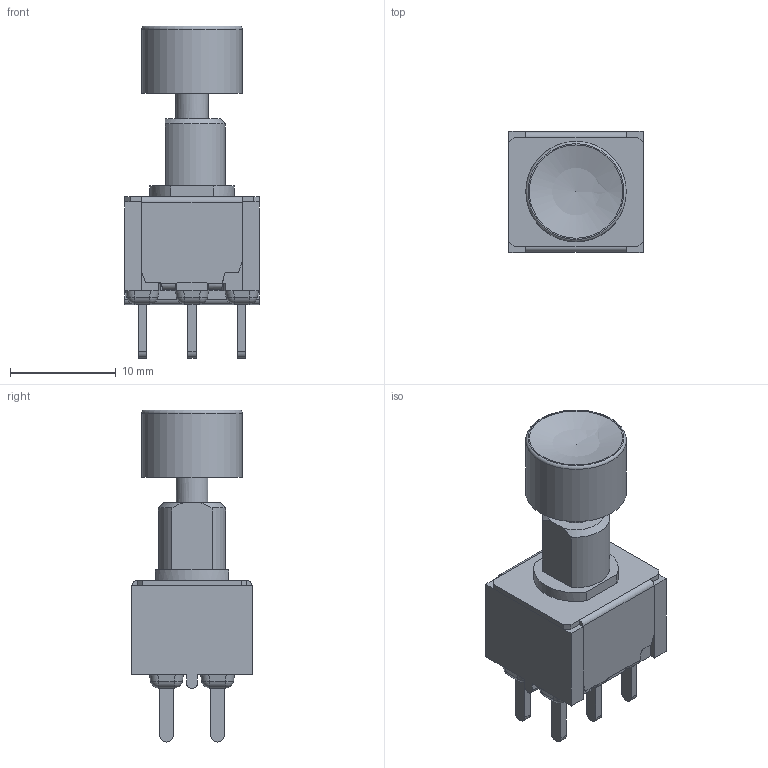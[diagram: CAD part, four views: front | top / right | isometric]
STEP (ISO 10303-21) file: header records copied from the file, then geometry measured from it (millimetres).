
FILE_DESCRIPTION(/* description */ (''),/* implementation_level */ '2;1');
FILE_NAME(/* name */ '700DP7B21M2xEC2xxx.stp',/* time_stamp */ '2024-08-30T15:18:48-05:00',/* author */ ('jsteinblock'),/* organization */ (''),/* preprocessor_version */ 'ST-DEVELOPER v18.1',/* originating_system */ 'Autodesk Inventor 2022',/* authorisation */ '');
FILE_SCHEMA (('AUTOMOTIVE_DESIGN { 1 0 10303 214 3 1 1 }'));
Length unit declared in the file: inch
Products named in the file (1): 700DP7B21M2xEC2xxx
Bounding box: 12.7 x 11.43 x 31.38 mm (x, y, z)
Volume: 1899.7 mm3; surface area: 1832.3 mm2
Topology: 2 solids, 5 shells, 424 faces, 1143 edges, 711 vertices
Faces by surface type: plane 216, cylinder 112, bspline 60, sphere 25, cone 9, torus 2
Full cylindrical faces by diameter (mm): 2 x1, 3.1 x2, 4 x2, 5 x1, 7.5 x1, 9.5 x1
Entity records: 13703 total; most frequent: CARTESIAN_POINT 3421, ORIENTED_EDGE 2236, DIRECTION 1970, EDGE_CURVE 1118, VERTEX_POINT 711, LINE 696, VECTOR 696, AXIS2_PLACEMENT_3D 637
